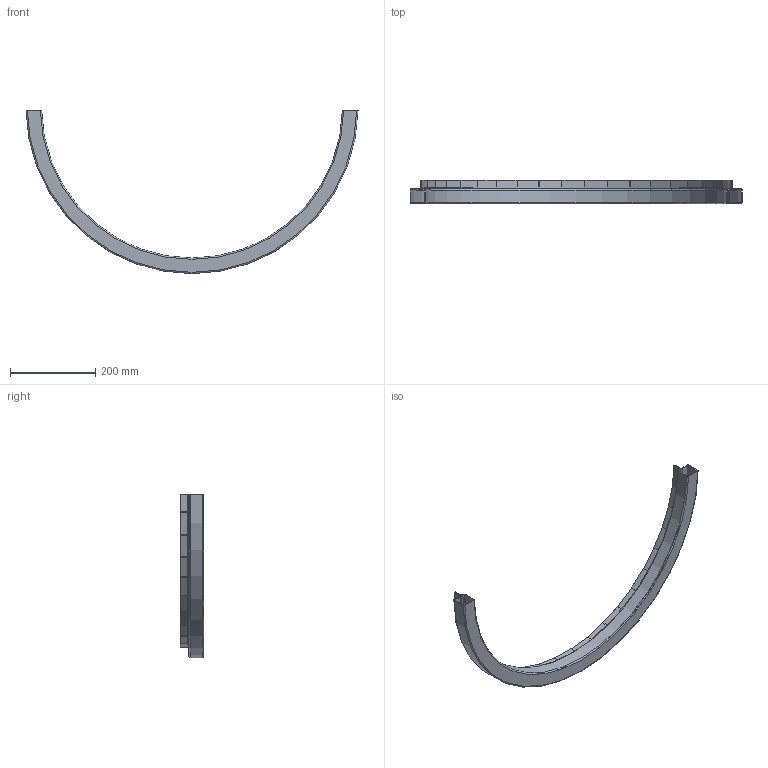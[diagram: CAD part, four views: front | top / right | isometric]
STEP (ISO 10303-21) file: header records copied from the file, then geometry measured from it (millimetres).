
FILE_DESCRIPTION(/* description */ (''),/* implementation_level */ '2;1');
FILE_NAME(/* name */ 'W5-part_29-GREZZO.stp',/* time_stamp */ '2015-04-14T12:36:05+02:00',/* author */ (''),/* organization */ (''),/* preprocessor_version */ 'ST-DEVELOPER v15',/* originating_system */ 'SIEMENS PLM Software NX 8.5',/* authorisation */ '');
FILE_SCHEMA (('AP203_CONFIGURATION_CONTROLLED_3D_DESIGN_OF_MECHANICAL_PARTS_AND_ASSEMBLIES_MIM_LF { 1 0 10303 403 2 1 2}'));
Length unit declared in the file: millimetre
Products named in the file (1): turc1B407CEDsckq
Bounding box: 777.89 x 55 x 382.5 mm (x, y, z)
Volume: 387369.8 mm3; surface area: 392584.2 mm2
Topology: 1 solids, 1 shells, 350 faces, 848 edges, 497 vertices
Faces by surface type: cylinder 168, plane 94, torus 48, sphere 40
Entity records: 10437 total; most frequent: CARTESIAN_POINT 1976, DIRECTION 1914, ORIENTED_EDGE 1688, EDGE_CURVE 844, AXIS2_PLACEMENT_3D 735, VERTEX_POINT 496, LINE 444, VECTOR 444
